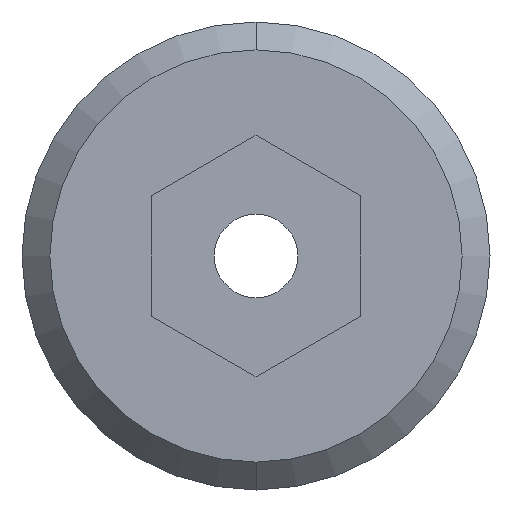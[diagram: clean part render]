
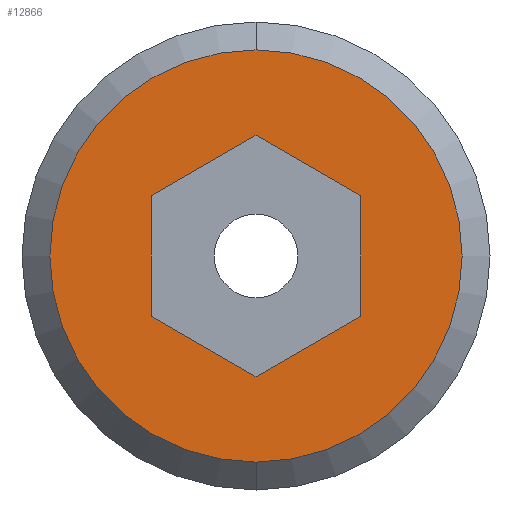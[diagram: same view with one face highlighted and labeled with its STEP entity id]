
A CAD part, left-side view. The second image highlights one B-rep face of the part: STEP entity #12866.
In plain terms, the highlighted planar face has unit normal (-1, 0, 0).
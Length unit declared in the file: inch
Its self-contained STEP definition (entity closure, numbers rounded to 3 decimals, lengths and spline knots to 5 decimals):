
#5948=CARTESIAN_POINT('',(-0.123,0.,0.));
#5949=DIRECTION('',(-1.,0.,0.));
#5950=DIRECTION('',(0.,1.,0.));
#5951=AXIS2_PLACEMENT_3D('',#5948,#5949,#5950);
#5966=DIRECTION('',(0.,0.5,0.866));
#5967=VECTOR('',#5966,0.05196);
#5968=CARTESIAN_POINT('',(-0.123,0.02598,-0.045));
#5969=LINE('',#5968,#5967);
#5970=DIRECTION('',(0.,1.,0.));
#5971=VECTOR('',#5970,0.05196);
#5972=CARTESIAN_POINT('',(-0.123,-0.02598,-0.045));
#5973=LINE('',#5972,#5971);
#5974=DIRECTION('',(0.,0.5,-0.866));
#5975=VECTOR('',#5974,0.05196);
#5976=CARTESIAN_POINT('',(-0.123,-0.05196,0.));
#5977=LINE('',#5976,#5975);
#5978=DIRECTION('',(0.,-0.5,-0.866));
#5979=VECTOR('',#5978,0.05196);
#5980=CARTESIAN_POINT('',(-0.123,-0.02598,0.045));
#5981=LINE('',#5980,#5979);
#5982=DIRECTION('',(0.,-1.,0.));
#5983=VECTOR('',#5982,0.05196);
#5984=CARTESIAN_POINT('',(-0.123,0.02598,0.045));
#5985=LINE('',#5984,#5983);
#5986=DIRECTION('',(0.,-0.5,0.866));
#5987=VECTOR('',#5986,0.05196);
#5988=CARTESIAN_POINT('',(-0.123,0.05196,0.));
#5989=LINE('',#5988,#5987);
#5990=CARTESIAN_POINT('',(-0.123,0.,0.));
#5991=DIRECTION('',(1.,0.,0.));
#5992=DIRECTION('',(0.,1.,0.));
#5993=AXIS2_PLACEMENT_3D('',#5990,#5991,#5992);
#6368=CARTESIAN_POINT('',(-0.123,0.08875,0.));
#6369=CARTESIAN_POINT('',(-0.123,-0.08875,0.));
#6370=VERTEX_POINT('',#6368);
#6371=VERTEX_POINT('',#6369);
#6388=CARTESIAN_POINT('',(-0.123,0.02598,-0.045));
#6389=CARTESIAN_POINT('',(-0.123,0.05196,0.));
#6390=VERTEX_POINT('',#6388);
#6391=VERTEX_POINT('',#6389);
#6392=CARTESIAN_POINT('',(-0.123,-0.02598,-0.045));
#6393=VERTEX_POINT('',#6392);
#6394=CARTESIAN_POINT('',(-0.123,-0.05196,0.));
#6395=VERTEX_POINT('',#6394);
#6396=CARTESIAN_POINT('',(-0.123,-0.02598,0.045));
#6397=VERTEX_POINT('',#6396);
#6398=CARTESIAN_POINT('',(-0.123,0.02598,0.045));
#6399=VERTEX_POINT('',#6398);
#12842=CARTESIAN_POINT('',(-0.123,0.,0.));
#12843=DIRECTION('',(1.,0.,0.));
#12844=DIRECTION('',(0.,-1.,0.));
#12845=AXIS2_PLACEMENT_3D('',#12842,#12843,#12844);
#12846=PLANE('',#12845);
#12847=ORIENTED_EDGE('',*,*,#12832,.F.);
#12849=ORIENTED_EDGE('',*,*,#12848,.T.);
#12850=EDGE_LOOP('',(#12847,#12849));
#12851=FACE_OUTER_BOUND('',#12850,.F.);
#12853=ORIENTED_EDGE('',*,*,#12852,.F.);
#12855=ORIENTED_EDGE('',*,*,#12854,.F.);
#12857=ORIENTED_EDGE('',*,*,#12856,.F.);
#12859=ORIENTED_EDGE('',*,*,#12858,.F.);
#12861=ORIENTED_EDGE('',*,*,#12860,.F.);
#12863=ORIENTED_EDGE('',*,*,#12862,.F.);
#12864=EDGE_LOOP('',(#12853,#12855,#12857,#12859,#12861,#12863));
#12865=FACE_BOUND('',#12864,.F.);
#5952=CIRCLE('',#5951,0.08875);
#5994=CIRCLE('',#5993,0.08875);
#12832=EDGE_CURVE('',#6370,#6371,#5952,.T.);
#12848=EDGE_CURVE('',#6370,#6371,#5994,.T.);
#12852=EDGE_CURVE('',#6390,#6391,#5969,.T.);
#12854=EDGE_CURVE('',#6393,#6390,#5973,.T.);
#12856=EDGE_CURVE('',#6395,#6393,#5977,.T.);
#12858=EDGE_CURVE('',#6397,#6395,#5981,.T.);
#12860=EDGE_CURVE('',#6399,#6397,#5985,.T.);
#12862=EDGE_CURVE('',#6391,#6399,#5989,.T.);
#12866=ADVANCED_FACE('',(#12851,#12865),#12846,.F.);
